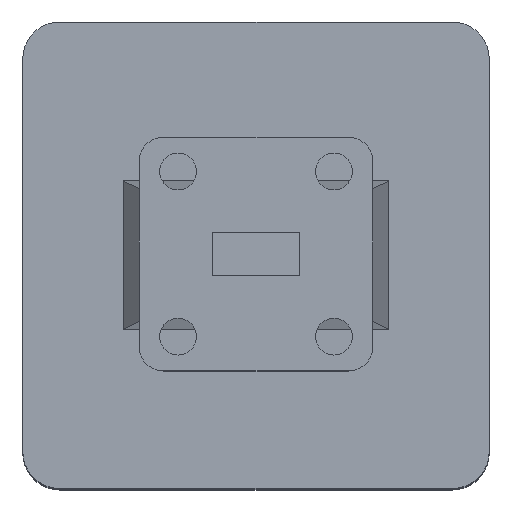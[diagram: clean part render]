
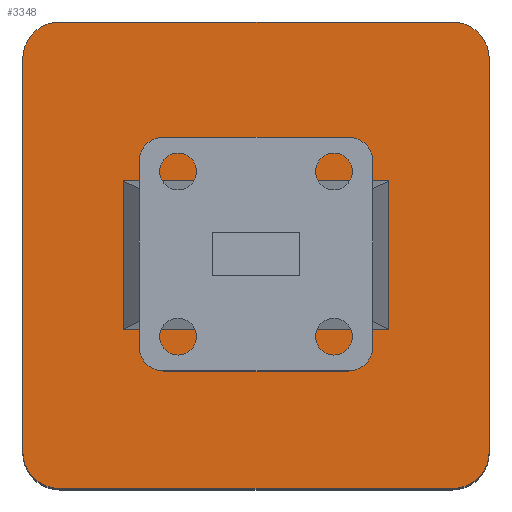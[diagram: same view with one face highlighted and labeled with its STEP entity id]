
A CAD part, top view. The second image highlights one B-rep face of the part: STEP entity #3348.
In plain terms, the highlighted planar face has unit normal (0, 0, 1).
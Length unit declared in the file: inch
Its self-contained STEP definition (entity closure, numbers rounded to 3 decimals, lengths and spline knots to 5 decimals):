
#6 = VERTEX_POINT ( 'NONE', #4075 ) ;
#36 = ORIENTED_EDGE ( 'NONE', *, *, #1569, .T. ) ;
#86 = LINE ( 'NONE', #2113, #173 ) ;
#118 = DIRECTION ( 'NONE',  ( 0., 0., 1. ) ) ;
#173 = VECTOR ( 'NONE', #2156, 39.37008 ) ;
#346 = AXIS2_PLACEMENT_3D ( 'NONE', #3482, #1712, #3452 ) ;
#396 = VERTEX_POINT ( 'NONE', #4182 ) ;
#430 = VECTOR ( 'NONE', #1750, 39.37008 ) ;
#436 = ORIENTED_EDGE ( 'NONE', *, *, #4333, .F. ) ;
#453 = DIRECTION ( 'NONE',  ( 1., 0., 0. ) ) ;
#454 = CIRCLE ( 'NONE', #1018, 0.11811 ) ;
#477 = CARTESIAN_POINT ( 'NONE',  ( 0., 0., -0.14618 ) ) ;
#573 = VERTEX_POINT ( 'NONE', #4438 ) ;
#636 = EDGE_LOOP ( 'NONE', ( #2383, #36, #951, #4007 ) ) ;
#762 = CARTESIAN_POINT ( 'NONE',  ( 0.74803, -0.74803, -0.14618 ) ) ;
#763 = CARTESIAN_POINT ( 'NONE',  ( 0.62992, -0.62992, -0.14618 ) ) ;
#815 = CARTESIAN_POINT ( 'NONE',  ( 0.62992, 0.62992, -0.14618 ) ) ;
#819 = VERTEX_POINT ( 'NONE', #4221 ) ;
#950 = DIRECTION ( 'NONE',  ( 1., 0., 0. ) ) ;
#951 = ORIENTED_EDGE ( 'NONE', *, *, #1178, .T. ) ;
#972 = ORIENTED_EDGE ( 'NONE', *, *, #3979, .T. ) ;
#990 = AXIS2_PLACEMENT_3D ( 'NONE', #477, #118, #4308 ) ;
#1011 = VECTOR ( 'NONE', #4037, 39.37008 ) ;
#1014 = VERTEX_POINT ( 'NONE', #4388 ) ;
#1018 = AXIS2_PLACEMENT_3D ( 'NONE', #815, #3550, #453 ) ;
#1072 = DIRECTION ( 'NONE',  ( 1., 0., 0. ) ) ;
#1150 = DIRECTION ( 'NONE',  ( 0., 1., 0. ) ) ;
#1178 = EDGE_CURVE ( 'NONE', #2908, #6, #86, .T. ) ;
#1244 = VERTEX_POINT ( 'NONE', #4233 ) ;
#1265 = CARTESIAN_POINT ( 'NONE',  ( -0.74803, -0.74803, -0.14618 ) ) ;
#1288 = ORIENTED_EDGE ( 'NONE', *, *, #2455, .T. ) ;
#1302 = VECTOR ( 'NONE', #3054, 39.37008 ) ;
#1339 = LINE ( 'NONE', #1993, #2919 ) ;
#1400 = EDGE_CURVE ( 'NONE', #1244, #3080, #1339, .T. ) ;
#1404 = ORIENTED_EDGE ( 'NONE', *, *, #1400, .F. ) ;
#1439 = DIRECTION ( 'NONE',  ( 0., -1., 0. ) ) ;
#1452 = VERTEX_POINT ( 'NONE', #2015 ) ;
#1464 = EDGE_CURVE ( 'NONE', #1452, #819, #2037, .T. ) ;
#1569 = EDGE_CURVE ( 'NONE', #819, #2908, #2081, .T. ) ;
#1643 = CARTESIAN_POINT ( 'NONE',  ( 0.62992, 0.74803, -0.14618 ) ) ;
#1686 = CARTESIAN_POINT ( 'NONE',  ( -0.74803, -0.62992, -0.14618 ) ) ;
#1712 = DIRECTION ( 'NONE',  ( 0., 0., 1. ) ) ;
#1741 = CIRCLE ( 'NONE', #2385, 0.11811 ) ;
#1750 = DIRECTION ( 'NONE',  ( 0., -1., 0. ) ) ;
#1830 = PLANE ( 'NONE',  #990 ) ;
#1852 = EDGE_CURVE ( 'NONE', #3454, #2554, #4110, .T. ) ;
#1993 = CARTESIAN_POINT ( 'NONE',  ( 0.74803, 0.74803, -0.14618 ) ) ;
#2015 = CARTESIAN_POINT ( 'NONE',  ( -0.4252, 0.23819, -0.14618 ) ) ;
#2037 = LINE ( 'NONE', #2377, #3100 ) ;
#2054 = EDGE_CURVE ( 'NONE', #6, #1452, #4272, .T. ) ;
#2081 = LINE ( 'NONE', #2793, #430 ) ;
#2113 = CARTESIAN_POINT ( 'NONE',  ( -0.4252, -0.23819, -0.14618 ) ) ;
#2156 = DIRECTION ( 'NONE',  ( -1., 0., 0. ) ) ;
#2208 = LINE ( 'NONE', #762, #4415 ) ;
#2214 = FACE_OUTER_BOUND ( 'NONE', #3685, .T. ) ;
#2225 = DIRECTION ( 'NONE',  ( 0., 0., 1. ) ) ;
#2322 = EDGE_CURVE ( 'NONE', #1014, #396, #4081, .T. ) ;
#2362 = CARTESIAN_POINT ( 'NONE',  ( 0.74803, -0.74803, -0.14618 ) ) ;
#2377 = CARTESIAN_POINT ( 'NONE',  ( -0.4252, 0.23819, -0.14618 ) ) ;
#2383 = ORIENTED_EDGE ( 'NONE', *, *, #1464, .T. ) ;
#2385 = AXIS2_PLACEMENT_3D ( 'NONE', #763, #4174, #1072 ) ;
#2402 = DIRECTION ( 'NONE',  ( 1., 0., 0. ) ) ;
#2455 = EDGE_CURVE ( 'NONE', #1014, #573, #1741, .T. ) ;
#2464 = CARTESIAN_POINT ( 'NONE',  ( 0.74803, 0.62992, -0.14618 ) ) ;
#2554 = VERTEX_POINT ( 'NONE', #2592 ) ;
#2592 = CARTESIAN_POINT ( 'NONE',  ( -0.74803, 0.62992, -0.14618 ) ) ;
#2693 = CIRCLE ( 'NONE', #3917, 0.11811 ) ;
#2745 = ORIENTED_EDGE ( 'NONE', *, *, #2322, .F. ) ;
#2793 = CARTESIAN_POINT ( 'NONE',  ( 0.4252, -0.23819, -0.14618 ) ) ;
#2888 = DIRECTION ( 'NONE',  ( 1., 0., 0. ) ) ;
#2908 = VERTEX_POINT ( 'NONE', #3618 ) ;
#2919 = VECTOR ( 'NONE', #950, 39.37008 ) ;
#2939 = FACE_BOUND ( 'NONE', #636, .T. ) ;
#3054 = DIRECTION ( 'NONE',  ( 0., 1., 0. ) ) ;
#3080 = VERTEX_POINT ( 'NONE', #1643 ) ;
#3100 = VECTOR ( 'NONE', #2402, 39.37008 ) ;
#3181 = VECTOR ( 'NONE', #1150, 39.37008 ) ;
#3249 = EDGE_CURVE ( 'NONE', #3454, #396, #3665, .T. ) ;
#3267 = VERTEX_POINT ( 'NONE', #2464 ) ;
#3296 = CARTESIAN_POINT ( 'NONE',  ( -0.4252, -0.23819, -0.14618 ) ) ;
#3348 = ADVANCED_FACE ( 'NONE', ( #2939, #2214 ), #1830, .T. ) ;
#3452 = DIRECTION ( 'NONE',  ( 1., 0., 0. ) ) ;
#3454 = VERTEX_POINT ( 'NONE', #1686 ) ;
#3482 = CARTESIAN_POINT ( 'NONE',  ( -0.62992, -0.62992, -0.14618 ) ) ;
#3550 = DIRECTION ( 'NONE',  ( 0., 0., 1. ) ) ;
#3602 = ORIENTED_EDGE ( 'NONE', *, *, #3249, .T. ) ;
#3618 = CARTESIAN_POINT ( 'NONE',  ( 0.4252, -0.23819, -0.14618 ) ) ;
#3665 = CIRCLE ( 'NONE', #346, 0.11811 ) ;
#3685 = EDGE_LOOP ( 'NONE', ( #4215, #3602, #2745, #1288, #436, #972, #1404, #4200 ) ) ;
#3917 = AXIS2_PLACEMENT_3D ( 'NONE', #4285, #2225, #2888 ) ;
#3979 = EDGE_CURVE ( 'NONE', #3267, #3080, #454, .T. ) ;
#4007 = ORIENTED_EDGE ( 'NONE', *, *, #2054, .T. ) ;
#4037 = DIRECTION ( 'NONE',  ( -1., 0., 0. ) ) ;
#4075 = CARTESIAN_POINT ( 'NONE',  ( -0.4252, -0.23819, -0.14618 ) ) ;
#4081 = LINE ( 'NONE', #2362, #1011 ) ;
#4110 = LINE ( 'NONE', #1265, #1302 ) ;
#4174 = DIRECTION ( 'NONE',  ( 0., 0., 1. ) ) ;
#4182 = CARTESIAN_POINT ( 'NONE',  ( -0.62992, -0.74803, -0.14618 ) ) ;
#4200 = ORIENTED_EDGE ( 'NONE', *, *, #4347, .T. ) ;
#4215 = ORIENTED_EDGE ( 'NONE', *, *, #1852, .F. ) ;
#4221 = CARTESIAN_POINT ( 'NONE',  ( 0.4252, 0.23819, -0.14618 ) ) ;
#4233 = CARTESIAN_POINT ( 'NONE',  ( -0.62992, 0.74803, -0.14618 ) ) ;
#4272 = LINE ( 'NONE', #3296, #3181 ) ;
#4285 = CARTESIAN_POINT ( 'NONE',  ( -0.62992, 0.62992, -0.14618 ) ) ;
#4308 = DIRECTION ( 'NONE',  ( 1., 0., 0. ) ) ;
#4333 = EDGE_CURVE ( 'NONE', #3267, #573, #2208, .T. ) ;
#4347 = EDGE_CURVE ( 'NONE', #1244, #2554, #2693, .T. ) ;
#4388 = CARTESIAN_POINT ( 'NONE',  ( 0.62992, -0.74803, -0.14618 ) ) ;
#4415 = VECTOR ( 'NONE', #1439, 39.37008 ) ;
#4438 = CARTESIAN_POINT ( 'NONE',  ( 0.74803, -0.62992, -0.14618 ) ) ;
